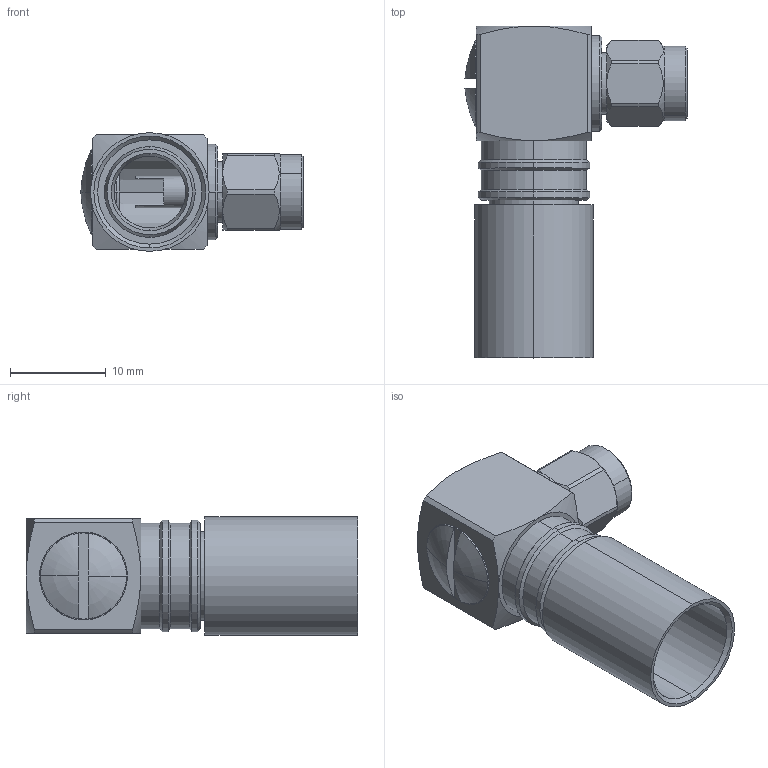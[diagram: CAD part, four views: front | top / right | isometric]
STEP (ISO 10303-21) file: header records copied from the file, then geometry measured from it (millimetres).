
FILE_DESCRIPTION (( 'STEP AP214' ), '1' );
FILE_NAME ('FMCN5129_3D.step', '2024-05-16T14:06:20', ( '' ), ( '' ), 'SwSTEP 2.0', 'SolidWorks 2022', '' );
FILE_SCHEMA (( 'AUTOMOTIVE_DESIGN' ));
Length unit declared in the file: inch
Products named in the file (3): FMCN5129_NUT; FMCN5129; FMCN5129_3D
Assembly tree (2 placements, depth 2):
  FMCN5129_3D
    FMCN5129
    FMCN5129_NUT
Bounding box: 23.23 x 34.7 x 12.4 mm (x, y, z)
Volume: 2758.8 mm3; surface area: 5141.2 mm2
Topology: 9 solids, 9 shells, 274 faces, 592 edges, 342 vertices
Faces by surface type: cone 150, cylinder 74, plane 46, torus 4
Entity records: 7921 total; most frequent: CARTESIAN_POINT 1665, DIRECTION 1382, ORIENTED_EDGE 1176, EDGE_CURVE 588, AXIS2_PLACEMENT_3D 571, VERTEX_POINT 342, EDGE_LOOP 300, CIRCLE 292
